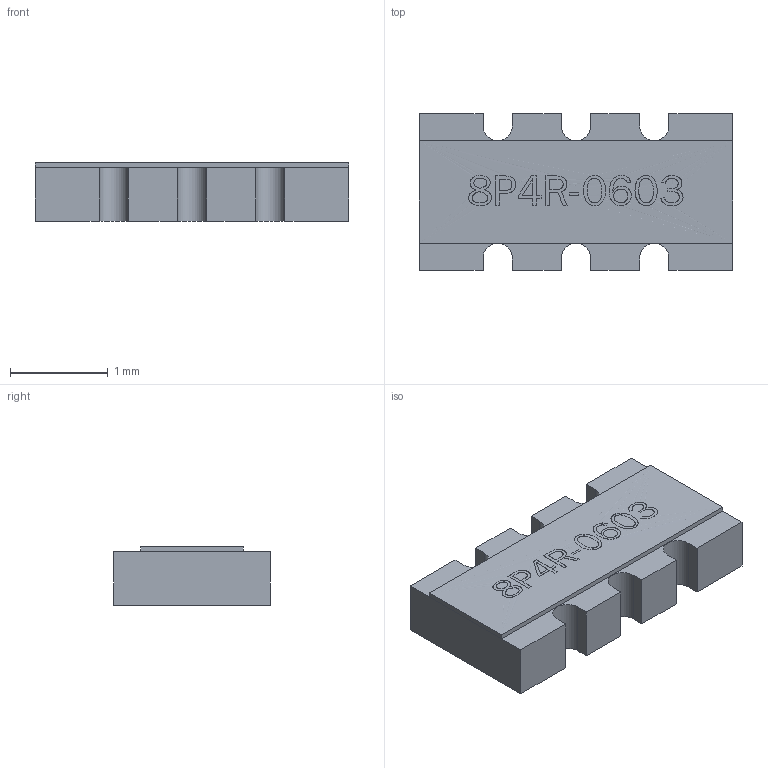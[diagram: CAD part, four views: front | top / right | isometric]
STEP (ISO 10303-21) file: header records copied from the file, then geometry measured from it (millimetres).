
FILE_DESCRIPTION (( 'STEP AP214' ), '1' );
FILE_NAME ('8P4R-0603.STEP', '2017-06-21T11:24:46', ( 'Charjie' ), ( 'Microsoft' ), 'SwSTEP 2.0', 'SolidWorks 2014', '' );
FILE_SCHEMA (( 'AUTOMOTIVE_DESIGN' ));
Length unit declared in the file: millimetre
Products named in the file (4): Free-Models; RCA-8P4R-0603; 8P4R-0603
Assembly tree (3 placements, depth 4):
  8P4R-0603
    Free-Models
      RCA-8P4R-0603
        RCA-8P4R-0603
Bounding box: 3.2 x 1.6 x 0.6 mm (x, y, z)
Volume: 2.7 mm3; surface area: 23.2 mm2
Topology: 2 solids, 2 shells, 228 faces, 529 edges, 322 vertices
Faces by surface type: bspline 127, plane 95, cylinder 6
Entity records: 13063 total; most frequent: CARTESIAN_POINT 6243, ORIENTED_EDGE 1058, EDGE_CURVE 529, DIRECTION 471, VERTEX_POINT 322, B_SPLINE_CURVE_WITH_KNOTS 288, EDGE_LOOP 245, UNCERTAINTY_MEASURE_WITH_UNIT 235
